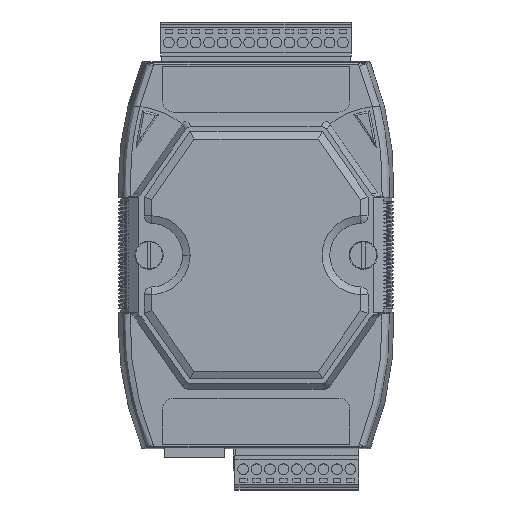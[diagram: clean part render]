
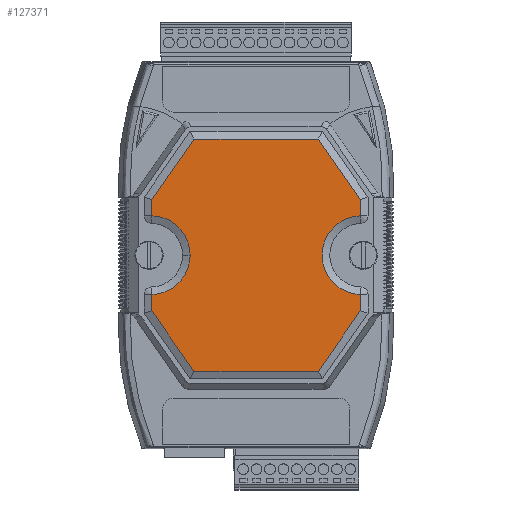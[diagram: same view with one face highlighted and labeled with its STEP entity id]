
A CAD part, top view. The second image highlights one B-rep face of the part: STEP entity #127371.
In plain terms, the highlighted planar face has unit normal (0, 0, 1).
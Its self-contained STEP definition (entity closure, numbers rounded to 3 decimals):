
#2236 = DIRECTION ( 'NONE',  ( -0.571, -0.821, 0. ) ) ;
#3028 = CARTESIAN_POINT ( 'NONE',  ( -27.608, 14.021, 13.9 ) ) ;
#3127 = ORIENTED_EDGE ( 'NONE', *, *, #15458, .T. ) ;
#4594 = DIRECTION ( 'NONE',  ( 1., 0., 0. ) ) ;
#7422 = CARTESIAN_POINT ( 'NONE',  ( 27.25, 14.536, 13.9 ) ) ;
#9064 = VERTEX_POINT ( 'NONE', #62833 ) ;
#10740 = VERTEX_POINT ( 'NONE', #119950 ) ;
#14078 = DIRECTION ( 'NONE',  ( 1., 0., 0. ) ) ;
#14118 = CARTESIAN_POINT ( 'NONE',  ( -27.55, 0., 13.9 ) ) ;
#15458 = EDGE_CURVE ( 'NONE', #73434, #116831, #88972, .T. ) ;
#15640 = CARTESIAN_POINT ( 'NONE',  ( 27.55, 0., 13.9 ) ) ;
#17949 = LINE ( 'NONE', #150473, #40658 ) ;
#21149 = VERTEX_POINT ( 'NONE', #67063 ) ;
#21330 = EDGE_CURVE ( 'NONE', #112880, #10740, #43265, .T. ) ;
#23434 = DIRECTION ( 'NONE',  ( 0.571, -0.821, 0. ) ) ;
#25905 = LINE ( 'NONE', #37737, #153649 ) ;
#26201 = EDGE_CURVE ( 'NONE', #35389, #21149, #89761, .T. ) ;
#26686 = DIRECTION ( 'NONE',  ( 0., 0., -1. ) ) ;
#27474 = DIRECTION ( 'NONE',  ( 0.571, 0.821, 0. ) ) ;
#27978 = PLANE ( 'NONE',  #97606 ) ;
#28236 = CARTESIAN_POINT ( 'NONE',  ( -17.25, 0., 13.9 ) ) ;
#28532 = VERTEX_POINT ( 'NONE', #126521 ) ;
#30554 = DIRECTION ( 'NONE',  ( 0., -1., 0. ) ) ;
#32920 = VECTOR ( 'NONE', #40056, 1000. ) ;
#33139 = VECTOR ( 'NONE', #2236, 1000. ) ;
#35389 = VERTEX_POINT ( 'NONE', #121047 ) ;
#35426 = CARTESIAN_POINT ( 'NONE',  ( 27.25, -10.296, 13.9 ) ) ;
#37737 = CARTESIAN_POINT ( 'NONE',  ( 27.25, -10.296, 13.9 ) ) ;
#38051 = DIRECTION ( 'NONE',  ( -1., 0., 0. ) ) ;
#40056 = DIRECTION ( 'NONE',  ( -0.571, 0.821, 0. ) ) ;
#40161 = CIRCLE ( 'NONE', #80464, 10.3 ) ;
#40658 = VECTOR ( 'NONE', #30554, 1000. ) ;
#40720 = CARTESIAN_POINT ( 'NONE',  ( -16.259, 30.35, 13.9 ) ) ;
#43265 = CIRCLE ( 'NONE', #131430, 10.3 ) ;
#45849 = ORIENTED_EDGE ( 'NONE', *, *, #144323, .T. ) ;
#47115 = CARTESIAN_POINT ( 'NONE',  ( -11.486, -37.218, 13.9 ) ) ;
#48316 = EDGE_CURVE ( 'NONE', #116831, #94873, #134314, .T. ) ;
#49311 = DIRECTION ( 'NONE',  ( 0., 0., 1. ) ) ;
#50093 = DIRECTION ( 'NONE',  ( 1., 0., 0. ) ) ;
#51101 = ORIENTED_EDGE ( 'NONE', *, *, #100567, .T. ) ;
#52579 = VECTOR ( 'NONE', #38051, 1000. ) ;
#53388 = EDGE_CURVE ( 'NONE', #79104, #116940, #17949, .T. ) ;
#55354 = CIRCLE ( 'NONE', #88113, 10.3 ) ;
#59151 = EDGE_CURVE ( 'NONE', #116940, #28532, #144899, .T. ) ;
#61466 = DIRECTION ( 'NONE',  ( 1., 0., 0. ) ) ;
#62833 = CARTESIAN_POINT ( 'NONE',  ( -27.25, 10.296, 13.9 ) ) ;
#65858 = VECTOR ( 'NONE', #27474, 1000. ) ;
#67063 = CARTESIAN_POINT ( 'NONE',  ( 27.25, -14.536, 13.9 ) ) ;
#70010 = CARTESIAN_POINT ( 'NONE',  ( -27.25, 10.296, 13.9 ) ) ;
#73434 = VERTEX_POINT ( 'NONE', #7422 ) ;
#75921 = CARTESIAN_POINT ( 'NONE',  ( -17.305, 30.35, 13.9 ) ) ;
#76661 = EDGE_CURVE ( 'NONE', #10740, #73434, #25905, .T. ) ;
#78947 = LINE ( 'NONE', #70010, #125772 ) ;
#79012 = ORIENTED_EDGE ( 'NONE', *, *, #131049, .T. ) ;
#79104 = VERTEX_POINT ( 'NONE', #139963 ) ;
#79874 = LINE ( 'NONE', #139085, #134839 ) ;
#80200 = VERTEX_POINT ( 'NONE', #28236 ) ;
#80464 = AXIS2_PLACEMENT_3D ( 'NONE', #137549, #111557, #113894 ) ;
#80637 = DIRECTION ( 'NONE',  ( 0., 1., 0. ) ) ;
#81871 = EDGE_LOOP ( 'NONE', ( #130347, #87791, #45849, #122523, #90453, #141416, #110771, #3127, #136912, #51101, #79012, #84516, #95077 ) ) ;
#83799 = EDGE_CURVE ( 'NONE', #21149, #112880, #79874, .T. ) ;
#84516 = ORIENTED_EDGE ( 'NONE', *, *, #137599, .T. ) ;
#86338 = VECTOR ( 'NONE', #23434, 1000. ) ;
#87151 = CARTESIAN_POINT ( 'NONE',  ( 27.25, -10.296, 13.9 ) ) ;
#87791 = ORIENTED_EDGE ( 'NONE', *, *, #59151, .T. ) ;
#88113 = AXIS2_PLACEMENT_3D ( 'NONE', #14118, #123752, #61466 ) ;
#88188 = LINE ( 'NONE', #148143, #101714 ) ;
#88972 = LINE ( 'NONE', #148141, #32920 ) ;
#89761 = LINE ( 'NONE', #98474, #65858 ) ;
#90453 = ORIENTED_EDGE ( 'NONE', *, *, #83799, .T. ) ;
#94873 = VERTEX_POINT ( 'NONE', #40720 ) ;
#95077 = ORIENTED_EDGE ( 'NONE', *, *, #131567, .T. ) ;
#97606 = AXIS2_PLACEMENT_3D ( 'NONE', #87151, #49311, #50093 ) ;
#97924 = CARTESIAN_POINT ( 'NONE',  ( 16.259, 30.35, 13.9 ) ) ;
#98474 = CARTESIAN_POINT ( 'NONE',  ( 27.608, -14.021, 13.9 ) ) ;
#98716 = CARTESIAN_POINT ( 'NONE',  ( -27.25, -14.536, 13.9 ) ) ;
#100567 = EDGE_CURVE ( 'NONE', #94873, #132370, #112624, .T. ) ;
#101714 = VECTOR ( 'NONE', #14078, 1000. ) ;
#110311 = DIRECTION ( 'NONE',  ( 0., 1., 0. ) ) ;
#110771 = ORIENTED_EDGE ( 'NONE', *, *, #76661, .T. ) ;
#111557 = DIRECTION ( 'NONE',  ( 0., 0., -1. ) ) ;
#112624 = LINE ( 'NONE', #3028, #33139 ) ;
#112880 = VERTEX_POINT ( 'NONE', #35426 ) ;
#113894 = DIRECTION ( 'NONE',  ( 1., 0., 0. ) ) ;
#115063 = CARTESIAN_POINT ( 'NONE',  ( -27.25, 14.536, 13.9 ) ) ;
#116831 = VERTEX_POINT ( 'NONE', #97924 ) ;
#116940 = VERTEX_POINT ( 'NONE', #98716 ) ;
#119950 = CARTESIAN_POINT ( 'NONE',  ( 27.25, 10.296, 13.9 ) ) ;
#121047 = CARTESIAN_POINT ( 'NONE',  ( 16.259, -30.35, 13.9 ) ) ;
#122523 = ORIENTED_EDGE ( 'NONE', *, *, #26201, .T. ) ;
#123752 = DIRECTION ( 'NONE',  ( 0., 0., -1. ) ) ;
#125772 = VECTOR ( 'NONE', #127056, 1000. ) ;
#126521 = CARTESIAN_POINT ( 'NONE',  ( -16.259, -30.35, 13.9 ) ) ;
#127056 = DIRECTION ( 'NONE',  ( 0., -1., 0. ) ) ;
#127371 = ADVANCED_FACE ( 'NONE', ( #147100 ), #27978, .T. ) ;
#130347 = ORIENTED_EDGE ( 'NONE', *, *, #53388, .T. ) ;
#131049 = EDGE_CURVE ( 'NONE', #132370, #9064, #78947, .T. ) ;
#131430 = AXIS2_PLACEMENT_3D ( 'NONE', #15640, #26686, #4594 ) ;
#131567 = EDGE_CURVE ( 'NONE', #80200, #79104, #40161, .T. ) ;
#132370 = VERTEX_POINT ( 'NONE', #115063 ) ;
#134314 = LINE ( 'NONE', #75921, #52579 ) ;
#134839 = VECTOR ( 'NONE', #80637, 1000. ) ;
#136912 = ORIENTED_EDGE ( 'NONE', *, *, #48316, .T. ) ;
#137549 = CARTESIAN_POINT ( 'NONE',  ( -27.55, 0., 13.9 ) ) ;
#137599 = EDGE_CURVE ( 'NONE', #9064, #80200, #55354, .T. ) ;
#139085 = CARTESIAN_POINT ( 'NONE',  ( 27.25, -10.296, 13.9 ) ) ;
#139963 = CARTESIAN_POINT ( 'NONE',  ( -27.25, -10.296, 13.9 ) ) ;
#141416 = ORIENTED_EDGE ( 'NONE', *, *, #21330, .T. ) ;
#144323 = EDGE_CURVE ( 'NONE', #28532, #35389, #88188, .T. ) ;
#144899 = LINE ( 'NONE', #47115, #86338 ) ;
#147100 = FACE_OUTER_BOUND ( 'NONE', #81871, .T. ) ;
#148141 = CARTESIAN_POINT ( 'NONE',  ( 38.887, -2.208, 13.9 ) ) ;
#148143 = CARTESIAN_POINT ( 'NONE',  ( 17.305, -30.35, 13.9 ) ) ;
#150473 = CARTESIAN_POINT ( 'NONE',  ( -27.25, -10.296, 13.9 ) ) ;
#153649 = VECTOR ( 'NONE', #110311, 1000. ) ;
